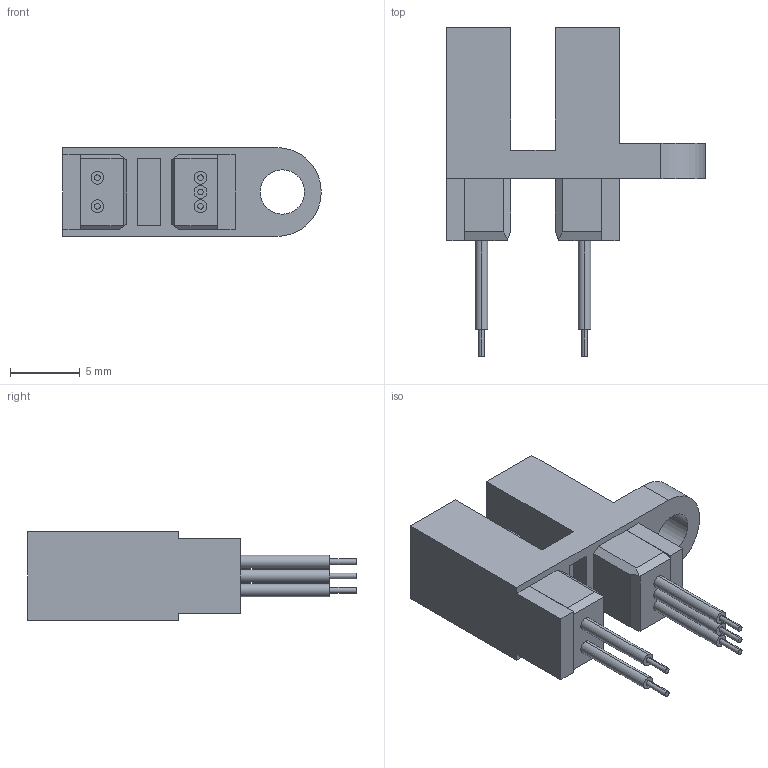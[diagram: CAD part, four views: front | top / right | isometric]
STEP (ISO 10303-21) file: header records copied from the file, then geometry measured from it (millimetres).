
FILE_DESCRIPTION (( 'STEP AP214' ), '1' );
FILE_NAME ('OPB480P11Z.STEP', '2017-05-24T12:24:11', ( '' ), ( '' ), 'SwSTEP 2.0', 'SolidWorks 2015', '' );
FILE_SCHEMA (( 'AUTOMOTIVE_DESIGN' ));
Length unit declared in the file: inch
Products named in the file (1): OPB480P11Z
Bounding box: 18.47 x 23.5 x 6.35 mm (x, y, z)
Volume: 960.6 mm3; surface area: 1180.6 mm2
Topology: 12 solids, 12 shells, 99 faces, 210 edges, 140 vertices
Faces by surface type: plane 76, cylinder 23
Entity records: 3439 total; most frequent: DIRECTION 456, CARTESIAN_POINT 450, ORIENTED_EDGE 420, EDGE_CURVE 210, LINE 164, VECTOR 164, AXIS2_PLACEMENT_3D 146, VERTEX_POINT 140
